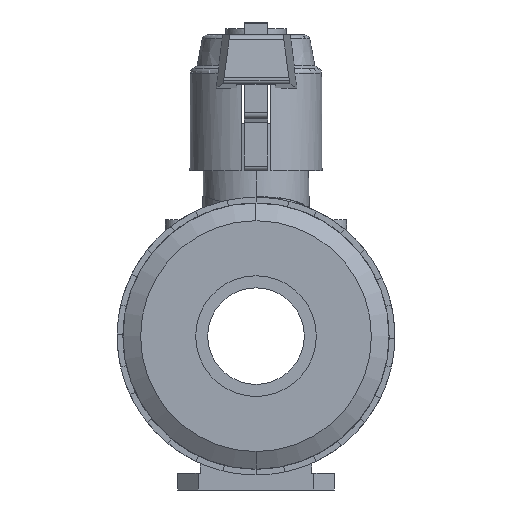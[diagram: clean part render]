
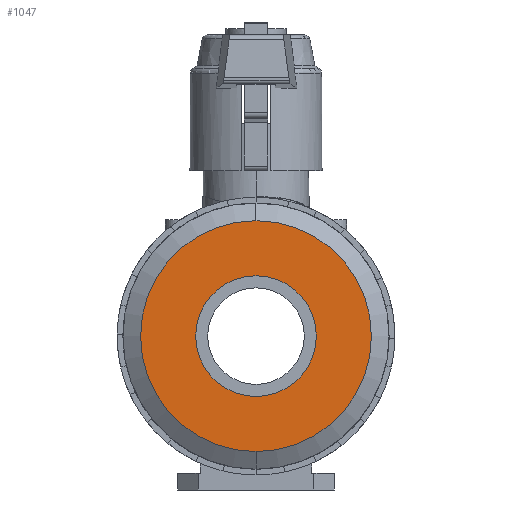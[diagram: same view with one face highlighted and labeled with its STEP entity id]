
A CAD part, left-side view. The second image highlights one B-rep face of the part: STEP entity #1047.
In plain terms, the highlighted planar face has unit normal (-1, 0, 0).
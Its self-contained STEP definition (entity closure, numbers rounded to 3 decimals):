
#1047=ADVANCED_FACE('',(#2109,#2110),#2111,.T.);
#2109=FACE_BOUND('',#3173,.T.);
#2110=FACE_OUTER_BOUND('',#3174,.T.);
#2111=PLANE('',#3175);
#3173=EDGE_LOOP('',(#6516,#6517));
#3174=EDGE_LOOP('',(#6518,#6519));
#3175=AXIS2_PLACEMENT_3D('',#6520,#6521,#6522);
#6516=ORIENTED_EDGE('',*,*,#6609,.F.);
#6517=ORIENTED_EDGE('',*,*,#7951,.F.);
#6518=ORIENTED_EDGE('',*,*,#6651,.F.);
#6519=ORIENTED_EDGE('',*,*,#7952,.F.);
#6520=CARTESIAN_POINT('',(-54.0,0.0,31.875));
#6521=DIRECTION('',(-1.0,0.0,0.0));
#6522=DIRECTION('',(0.0,0.0,1.0));
#6609=EDGE_CURVE('',#7965,#7968,#7969,.T.);
#6651=EDGE_CURVE('',#8046,#8049,#8050,.T.);
#7951=EDGE_CURVE('',#7968,#7965,#9976,.T.);
#7952=EDGE_CURVE('',#8049,#8046,#9977,.T.);
#7965=VERTEX_POINT('',#9990);
#7968=VERTEX_POINT('',#9994);
#7969=CIRCLE('',#9995,20.0);
#8046=VERTEX_POINT('',#10091);
#8049=VERTEX_POINT('',#10095);
#8050=CIRCLE('',#10096,38.25);
#9976=CIRCLE('',#13484,20.0);
#9977=CIRCLE('',#13485,38.25);
#9990=CARTESIAN_POINT('',(-54.0,0.0,31.0));
#9994=CARTESIAN_POINT('',(-54.0,0.,71.0));
#9995=AXIS2_PLACEMENT_3D('',#13498,#13499,#13500);
#10091=CARTESIAN_POINT('',(-54.0,0.0,12.75));
#10095=CARTESIAN_POINT('',(-54.0,0.,89.25));
#10096=AXIS2_PLACEMENT_3D('',#13575,#13576,#13577);
#13484=AXIS2_PLACEMENT_3D('',#15070,#15071,#15072);
#13485=AXIS2_PLACEMENT_3D('',#15073,#15074,#15075);
#13498=CARTESIAN_POINT('',(-54.0,0.0,51.0));
#13499=DIRECTION('',(-1.0,0.0,0.0));
#13500=DIRECTION('',(0.0,0.0,-1.0));
#13575=CARTESIAN_POINT('',(-54.0,0.0,51.0));
#13576=DIRECTION('',(1.0,0.0,0.0));
#13577=DIRECTION('',(0.0,0.0,-1.0));
#15070=CARTESIAN_POINT('',(-54.0,0.0,51.0));
#15071=DIRECTION('',(-1.0,0.0,0.0));
#15072=DIRECTION('',(0.0,0.0,-1.0));
#15073=CARTESIAN_POINT('',(-54.0,0.0,51.0));
#15074=DIRECTION('',(1.0,0.0,0.0));
#15075=DIRECTION('',(0.0,0.0,-1.0));
